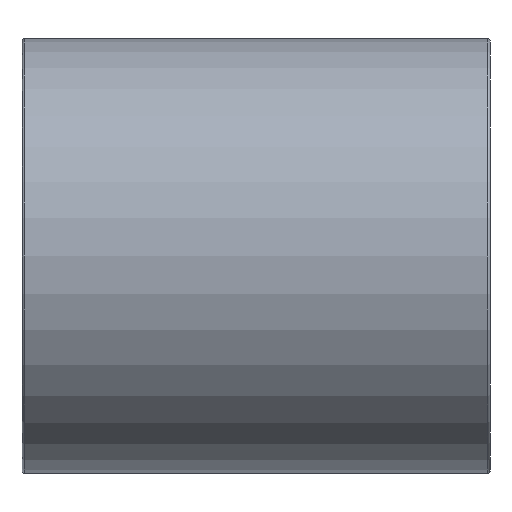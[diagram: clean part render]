
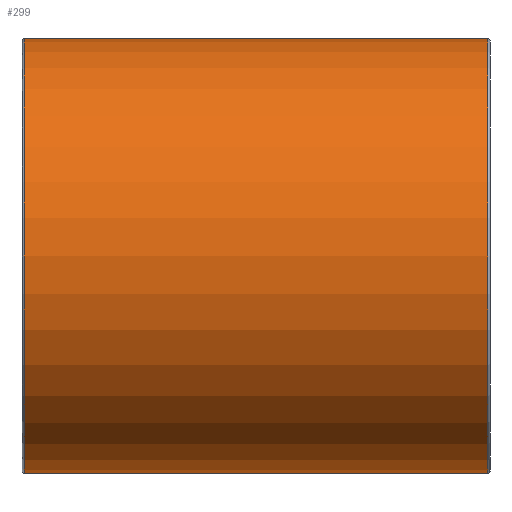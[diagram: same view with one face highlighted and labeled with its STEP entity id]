
A CAD part, front view. The second image highlights one B-rep face of the part: STEP entity #299.
In plain terms, the highlighted cylindrical face has radius 46.45 mm (diameter 92.9 mm), a full revolution.
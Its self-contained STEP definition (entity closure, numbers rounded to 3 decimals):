
#66=FACE_BOUND('',#124,.T.);
#67=FACE_BOUND('',#125,.T.);
#84=CIRCLE('',#328,46.45);
#85=CIRCLE('',#329,46.45);
#97=FACE_OUTER_BOUND('',#123,.T.);
#123=EDGE_LOOP('',(#231));
#124=EDGE_LOOP('',(#232));
#125=EDGE_LOOP('',(#233));
#156=B_SPLINE_CURVE_WITH_KNOTS('',3,(#605,#606,#607,#608,#609,#610,#611,
#612,#613,#614,#615,#616,#617,#618,#619,#620,#621,#622,#623,#624),
 .UNSPECIFIED.,.T.,.F.,(4,1,1,1,1,1,1,1,1,1,1,1,1,1,1,1,1,4),(-6.047,
-5.723,-5.615,-5.183,-4.752,
-4.428,-4.32,-3.672,-3.456,
-2.88,-2.592,-2.16,-1.728,
-1.512,-1.296,-0.864,-0.432,
0.),.UNSPECIFIED.);
#161=VERTEX_POINT('',#582);
#164=VERTEX_POINT('',#629);
#165=VERTEX_POINT('',#631);
#191=EDGE_CURVE('',#161,#161,#156,.T.);
#193=EDGE_CURVE('',#164,#164,#84,.T.);
#194=EDGE_CURVE('',#165,#165,#85,.T.);
#231=ORIENTED_EDGE('',*,*,#193,.F.);
#232=ORIENTED_EDGE('',*,*,#194,.F.);
#233=ORIENTED_EDGE('',*,*,#191,.F.);
#293=CYLINDRICAL_SURFACE('',#327,46.45);
#299=ADVANCED_FACE('',(#97,#66,#67),#293,.T.);
#327=AXIS2_PLACEMENT_3D('',#628,#372,#373);
#328=AXIS2_PLACEMENT_3D('',#630,#374,#375);
#329=AXIS2_PLACEMENT_3D('',#632,#376,#377);
#372=DIRECTION('center_axis',(1.,0.,0.));
#373=DIRECTION('ref_axis',(0.,1.,0.));
#374=DIRECTION('center_axis',(-1.,0.,0.));
#375=DIRECTION('ref_axis',(0.,-1.,0.));
#376=DIRECTION('center_axis',(1.,0.,0.));
#377=DIRECTION('ref_axis',(0.,-1.,0.));
#582=CARTESIAN_POINT('',(0.,45.185,-10.768));
#605=CARTESIAN_POINT('Ctrl Pts',(0.,45.184,
-10.769));
#606=CARTESIAN_POINT('Ctrl Pts',(-1.233,45.184,-10.768));
#607=CARTESIAN_POINT('Ctrl Pts',(-2.874,45.252,-10.497));
#608=CARTESIAN_POINT('Ctrl Pts',(-5.934,45.525,-9.254));
#609=CARTESIAN_POINT('Ctrl Pts',(-8.883,45.982,-6.955));
#610=CARTESIAN_POINT('Ctrl Pts',(-10.909,46.429,-2.853));
#611=CARTESIAN_POINT('Ctrl Pts',(-11.091,46.47,0.412));
#612=CARTESIAN_POINT('Ctrl Pts',(-10.406,46.317,4.407));
#613=CARTESIAN_POINT('Ctrl Pts',(-8.318,45.858,7.629));
#614=CARTESIAN_POINT('Ctrl Pts',(-3.652,45.259,10.503));
#615=CARTESIAN_POINT('Ctrl Pts',(0.602,45.093,11.139));
#616=CARTESIAN_POINT('Ctrl Pts',(5.382,45.442,9.68));
#617=CARTESIAN_POINT('Ctrl Pts',(8.889,45.982,6.951));
#618=CARTESIAN_POINT('Ctrl Pts',(10.723,46.388,3.227));
#619=CARTESIAN_POINT('Ctrl Pts',(11.092,46.47,-0.002));
#620=CARTESIAN_POINT('Ctrl Pts',(10.723,46.388,-3.231));
#621=CARTESIAN_POINT('Ctrl Pts',(8.883,45.983,-6.954));
#622=CARTESIAN_POINT('Ctrl Pts',(4.945,45.37,-10.027));
#623=CARTESIAN_POINT('Ctrl Pts',(1.644,45.184,-10.769));
#624=CARTESIAN_POINT('Ctrl Pts',(0.,45.184,
-10.769));
#628=CARTESIAN_POINT('Origin',(0.,0.,0.));
#629=CARTESIAN_POINT('',(-49.5,46.45,0.));
#630=CARTESIAN_POINT('Origin',(-49.5,0.,0.));
#631=CARTESIAN_POINT('',(49.5,46.45,0.));
#632=CARTESIAN_POINT('Origin',(49.5,0.,0.));
